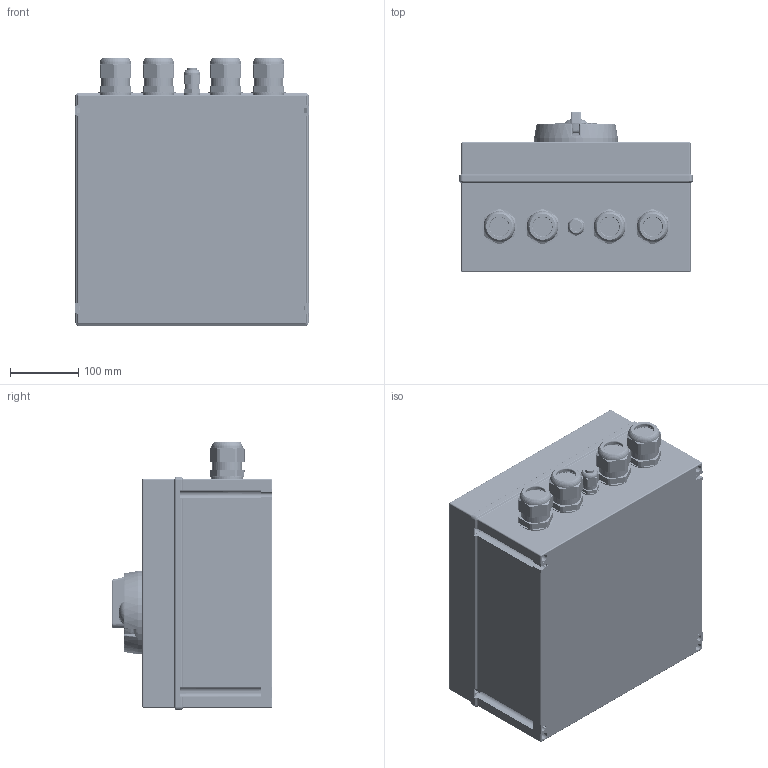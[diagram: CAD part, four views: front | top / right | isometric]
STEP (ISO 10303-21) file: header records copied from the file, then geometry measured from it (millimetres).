
FILE_DESCRIPTION (( 'STEP AP203' ), '1' );
FILE_NAME ('8537_2-805-8___-ap203.STEP', '2012-06-20T11:57:18', ( 'Admin' ), ( 'R. STAHL AG' ), 'SwSTEP 2.0', 'SolidWorks 2011', '' );
FILE_SCHEMA (( 'CONFIG_CONTROL_DESIGN' ));
Length unit declared in the file: millimetre
Products named in the file (37): 8537_2-805-8___-ap203; 506_876_0; 81_610_80_01_0; Staubschutzkappe_M40; Anschlussgewindedichtung_M40; 81_610_80_01_0_Hutmutter; 81_610_80_01_0_Dichtung; 81_610_80_01_0_Stutzen; 506_873_0; 81_610_30_37_0; 81_619_01_59_0_81_619_03_59_0; Anschlussgewindedichtung_M20; 81_610_77_01_0_Hutmutter; 81_610_77_01_0_Dichtung; 81_610_77_01_0_Stutzen; 86_048_50_16_0_86_048_50_16_0 (167070) sw-sw Sicherheitsschalter; 502_629_0_Standard M4x12; 506_537_0; 85_379_03_52_0; 85_370_03_16_0_85_370_03_16_0 sw-sw; DIN EN 28734 - A (DIN 6325).SLDPRT_2 x 10; 515_643_0; 82s719_01_78_0; 86_049_20_85_0; 86_049_03_16_0_82_719_05_16_0 sw Sicherheitsschalter ohne Text; 86_049_03_14_0; 80_409_01_50_0; 86_049_03_14_0_86_049_03_14_0 schwarz; 509_642_0_montiert; 509_642_0_1_montiert; 509_642_0; 81_460_50_05_0; 81_460_50_05_0_Dichtung; 81_469_39_05_0; 81_469_57_04_0_Sammelschienensystem_Geh._1; 81_469_01_91_0
Assembly tree (54 placements, depth 5):
  8537_2-805-8___-ap203
    81_610_80_01_0  x4
      81_610_80_01_0_Stutzen
      81_610_80_01_0_Dichtung
      81_610_80_01_0_Hutmutter
      Anschlussgewindedichtung_M40
      Staubschutzkappe_M40
    81_610_30_37_0
      81_610_77_01_0_Dichtung
      Anschlussgewindedichtung_M20
      81_619_01_59_0_81_619_03_59_0
      81_610_77_01_0_Hutmutter
      81_610_77_01_0_Stutzen
    86_048_50_16_0_86_048_50_16_0 (167070) sw-sw Sicherheitsschalter
      85_370_03_16_0_85_370_03_16_0 sw-sw
        515_643_0
        86_049_03_14_0
          86_049_03_14_0_86_049_03_14_0 schwarz
          80_409_01_50_0  x3
        82s719_01_78_0
        DIN EN 28734 - A (DIN 6325).SLDPRT_2 x 10
        86_049_03_16_0_82_719_05_16_0 sw Sicherheitsschalter ohne Text
        86_049_20_85_0
      506_537_0  x3
      85_379_03_52_0
      502_629_0_Standard M4x12  x3
    509_642_0_montiert  x4
      509_642_0_1_montiert
      509_642_0
    81_460_50_05_0
      81_460_50_05_0_Dichtung
      81_469_39_05_0
    81_469_57_04_0_Sammelschienensystem_Geh._1
      81_469_01_91_0  x4
      81_469_57_04_0_Sammelschienensystem_Geh._1
    506_876_0  x4
    506_873_0
Bounding box: 340.5 x 234.8 x 391.27 mm (x, y, z)
Volume: 2311770.4 mm3; surface area: 1324198 mm2
Topology: 63 solids, 63 shells, 6904 faces, 17415 edges, 11052 vertices
Faces by surface type: plane 2857, cylinder 1666, cone 1361, torus 532, bspline 457, sphere 31
Entity records: 152504 total; most frequent: CARTESIAN_POINT 42293, ORIENTED_EDGE 22120, DIRECTION 21857, EDGE_CURVE 11060, AXIS2_PLACEMENT_3D 8050, VERTEX_POINT 7096, LINE 5757, VECTOR 5757
